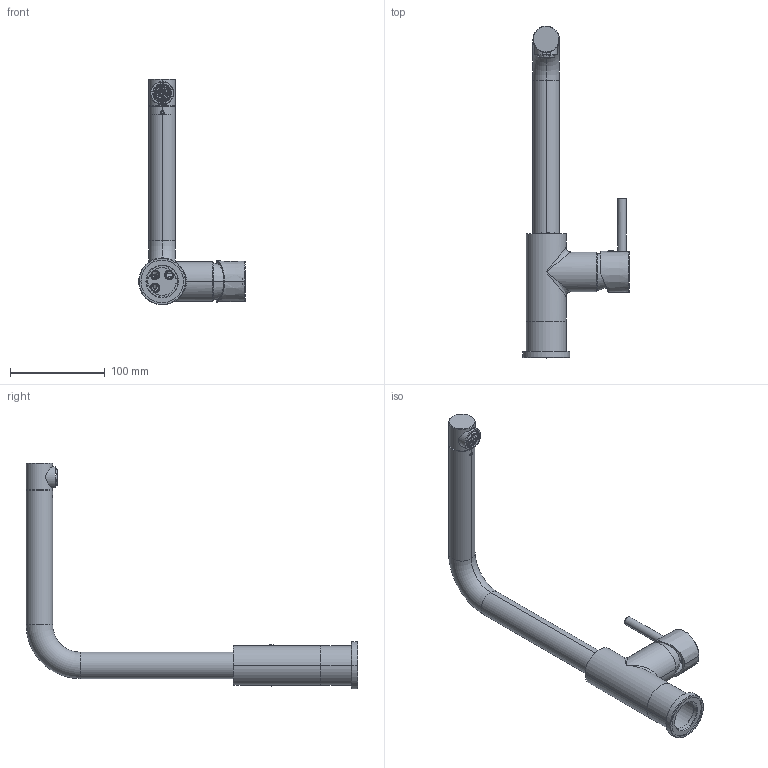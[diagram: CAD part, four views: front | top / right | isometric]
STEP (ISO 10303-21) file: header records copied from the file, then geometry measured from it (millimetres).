
FILE_DESCRIPTION(('STEP AP203'),'1');
FILE_NAME('Arco 5 ND.STP','2025-12-09T08:21:36',(' '),(' '),'Spatial InterOp 3D',' ',' ');
FILE_SCHEMA(('CONFIG_CONTROL_DESIGN'));
Length unit declared in the file: millimetre
Products named in the file (1): 1
Bounding box: 112.8 x 350.6 x 238.9 mm (x, y, z)
Surface area: 165541.3 mm2 (no closed solid volume)
Topology: 0 solids, 38 shells, 1121 faces, 2896 edges, 1821 vertices
Faces by surface type: cylinder 427, plane 365, cone 173, torus 98, bspline 42, sphere 16
Entity records: 38179 total; most frequent: CARTESIAN_POINT 10556, DIRECTION 5990, ORIENTED_EDGE 5646, EDGE_CURVE 2861, AXIS2_PLACEMENT_3D 2418, VERTEX_POINT 1821, CIRCLE 1307, FACE_BOUND 1249
